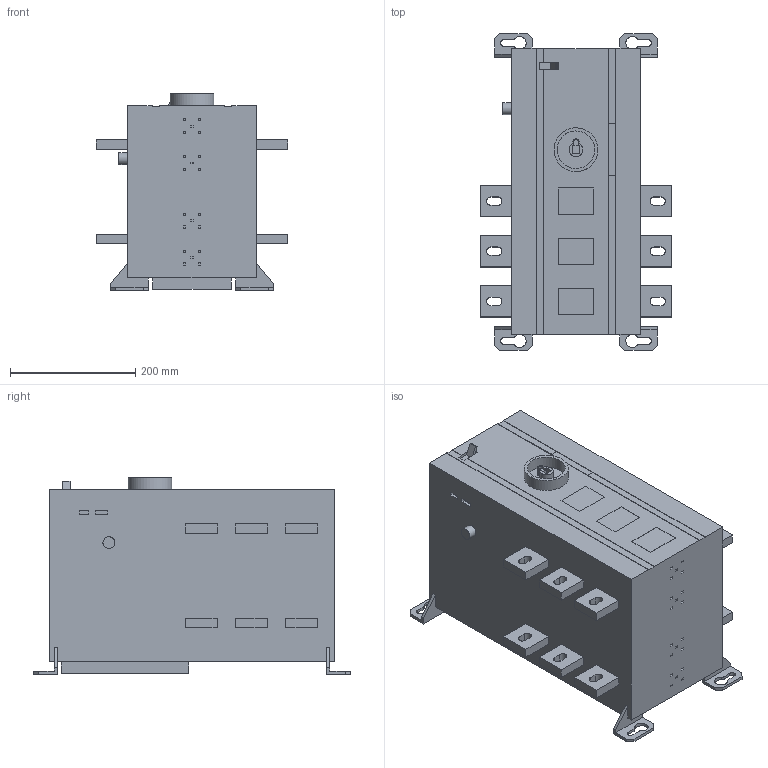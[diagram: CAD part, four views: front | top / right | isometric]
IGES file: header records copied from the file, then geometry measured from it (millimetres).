
Global section: file name: MALLI.igs; preprocessor: I-DEAS 3D IGES Translator 11; date: 20090105.112645; units: millimetre
Bounding box: 306 x 506 x 314.5 mm (x, y, z)
Volume: 26757543.6 mm3; surface area: 688452.8 mm2
Topology: 1 solids, 1 shells, 361 faces, 1035 edges, 802 vertices
Faces by surface type: bspline 361
